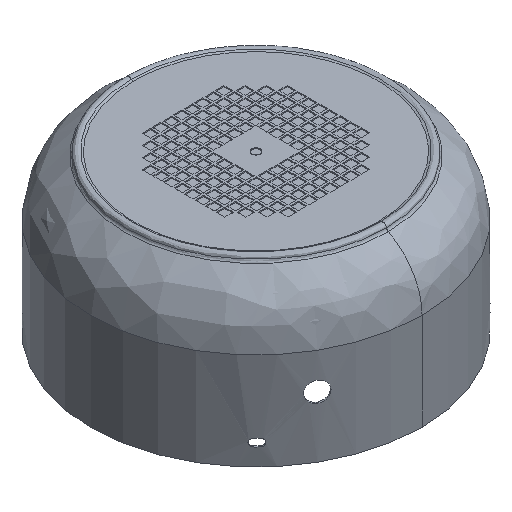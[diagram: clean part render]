
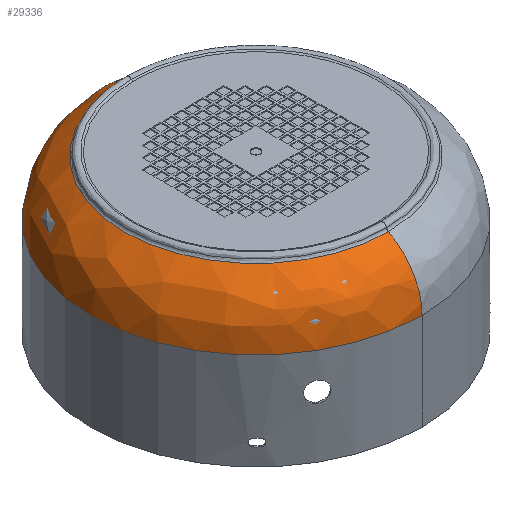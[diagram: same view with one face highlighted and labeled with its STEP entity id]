
A CAD part, isometric view. The second image highlights one B-rep face of the part: STEP entity #29336.
In plain terms, the highlighted free-form (B-spline) face has degree [3, 3] with [4, 4] control points.
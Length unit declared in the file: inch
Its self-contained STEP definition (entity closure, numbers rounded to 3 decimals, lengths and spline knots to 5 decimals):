
#368 = CARTESIAN_POINT ( 'NONE',  ( -0.60314, 6.30464, 10.43447 ) ) ;
#655 = CARTESIAN_POINT ( 'NONE',  ( -0.55956, -4.79956, 11.61515 ) ) ;
#2576 =( BOUNDED_SURFACE ( )  B_SPLINE_SURFACE ( 3, 3, ( 
 ( #33603, #6034, #37645, #31094 ),
 ( #25461, #28137, #6713, #368 ),
 ( #3759, #31642, #28273, #3622 ),
 ( #655, #10089, #9814, #37906 ) ),
 .UNSPECIFIED., .F., .F., .F. ) 
 B_SPLINE_SURFACE_WITH_KNOTS ( ( 4, 4 ),
 ( 4, 4 ),
 ( 0., 1. ),
 ( 0., 1. ),
 .UNSPECIFIED. ) 
 GEOMETRIC_REPRESENTATION_ITEM ( )  RATIONAL_B_SPLINE_SURFACE ( (
 ( 1., 0.333, 0.333, 1.),
 ( 0.904, 0.301, 0.301, 0.904),
 ( 0.904, 0.301, 0.301, 0.904),
 ( 1., 0.333, 0.333, 1.) ) ) 
 REPRESENTATION_ITEM ( '' )  SURFACE ( )  );
#2645 = ORIENTED_EDGE ( 'NONE', *, *, #10584, .F. ) ;
#3622 = CARTESIAN_POINT ( 'NONE',  ( -0.60132, 5.84056, 11.20047 ) ) ;
#3759 = CARTESIAN_POINT ( 'NONE',  ( -0.55645, -5.59339, 11.20047 ) ) ;
#3852 = CARTESIAN_POINT ( 'NONE',  ( -0.59821, 5.04672, 11.61515 ) ) ;
#4742 = DIRECTION ( 'NONE',  ( 0.004, -1., 0. ) ) ;
#4826 = AXIS2_PLACEMENT_3D ( 'NONE', #24236, #36560, #15172 ) ;
#6034 = CARTESIAN_POINT ( 'NONE',  ( -12.91673, -6.10599, 9.53885 ) ) ;
#6713 = CARTESIAN_POINT ( 'NONE',  ( -12.96525, 6.25612, 10.43447 ) ) ;
#8231 = CIRCLE ( 'NONE', #19461, 4.92318 ) ;
#8818 = CARTESIAN_POINT ( 'NONE',  ( -0.59395, 3.96214, 9.53885 ) ) ;
#9814 = CARTESIAN_POINT ( 'NONE',  ( -10.44449, 5.00808, 11.61515 ) ) ;
#10089 = CARTESIAN_POINT ( 'NONE',  ( -10.40585, -4.83821, 11.61515 ) ) ;
#10114 = CARTESIAN_POINT ( 'NONE',  ( -0.55956, -4.79956, 11.61515 ) ) ;
#10584 = EDGE_CURVE ( 'NONE', #22765, #13522, #24838, .T. ) ;
#10926 = DIRECTION ( 'NONE',  ( -1., -0.004, 0. ) ) ;
#11919 = DIRECTION ( 'NONE',  ( 1., 0.004, 0. ) ) ;
#12514 = VERTEX_POINT ( 'NONE', #10114 ) ;
#13522 = VERTEX_POINT ( 'NONE', #3852 ) ;
#15172 = DIRECTION ( 'NONE',  ( 0.004, -1., 0. ) ) ;
#15523 = AXIS2_PLACEMENT_3D ( 'NONE', #8818, #11919, #33545 ) ;
#16840 = EDGE_CURVE ( 'NONE', #28410, #12514, #30310, .T. ) ;
#17215 = CARTESIAN_POINT ( 'NONE',  ( -0.60314, 6.30464, 9.53885 ) ) ;
#18018 = CARTESIAN_POINT ( 'NONE',  ( -0.55462, -6.05747, 9.53885 ) ) ;
#18385 = CARTESIAN_POINT ( 'NONE',  ( -0.57888, 0.12358, 11.61515 ) ) ;
#19461 = AXIS2_PLACEMENT_3D ( 'NONE', #18385, #37332, #24469 ) ;
#22262 = ORIENTED_EDGE ( 'NONE', *, *, #30009, .T. ) ;
#22765 = VERTEX_POINT ( 'NONE', #17215 ) ;
#22785 = CIRCLE ( 'NONE', #4826, 6.1811 ) ;
#24236 = CARTESIAN_POINT ( 'NONE',  ( -0.57888, 0.12358, 9.53885 ) ) ;
#24469 = DIRECTION ( 'NONE',  ( 0.004, -1., 0. ) ) ;
#24838 = CIRCLE ( 'NONE', #15523, 2.34252 ) ;
#25380 = ORIENTED_EDGE ( 'NONE', *, *, #28411, .F. ) ;
#25461 = CARTESIAN_POINT ( 'NONE',  ( -0.55462, -6.05747, 10.43447 ) ) ;
#25759 = FACE_OUTER_BOUND ( 'NONE', #26781, .T. ) ;
#25914 = CARTESIAN_POINT ( 'NONE',  ( -0.56382, -3.71497, 9.53885 ) ) ;
#26781 = EDGE_LOOP ( 'NONE', ( #2645, #25380, #37896, #22262 ) ) ;
#28137 = CARTESIAN_POINT ( 'NONE',  ( -12.91673, -6.10599, 10.43447 ) ) ;
#28273 = CARTESIAN_POINT ( 'NONE',  ( -12.03527, 5.79568, 11.20047 ) ) ;
#28410 = VERTEX_POINT ( 'NONE', #18018 ) ;
#28411 = EDGE_CURVE ( 'NONE', #28410, #22765, #22785, .T. ) ;
#29336 = ADVANCED_FACE ( 'NONE', ( #25759 ), #2576, .T. ) ;
#30009 = EDGE_CURVE ( 'NONE', #12514, #13522, #8231, .T. ) ;
#30310 = CIRCLE ( 'NONE', #39764, 2.34252 ) ;
#31094 = CARTESIAN_POINT ( 'NONE',  ( -0.60314, 6.30464, 9.53885 ) ) ;
#31642 = CARTESIAN_POINT ( 'NONE',  ( -11.9904, -5.63827, 11.20047 ) ) ;
#33545 = DIRECTION ( 'NONE',  ( -0.004, 1., 0. ) ) ;
#33603 = CARTESIAN_POINT ( 'NONE',  ( -0.55462, -6.05747, 9.53885 ) ) ;
#36560 = DIRECTION ( 'NONE',  ( 0., 0., -1. ) ) ;
#37332 = DIRECTION ( 'NONE',  ( 0., 0., -1. ) ) ;
#37645 = CARTESIAN_POINT ( 'NONE',  ( -12.96525, 6.25612, 9.53885 ) ) ;
#37896 = ORIENTED_EDGE ( 'NONE', *, *, #16840, .T. ) ;
#37906 = CARTESIAN_POINT ( 'NONE',  ( -0.59821, 5.04672, 11.61515 ) ) ;
#39764 = AXIS2_PLACEMENT_3D ( 'NONE', #25914, #10926, #4742 ) ;
